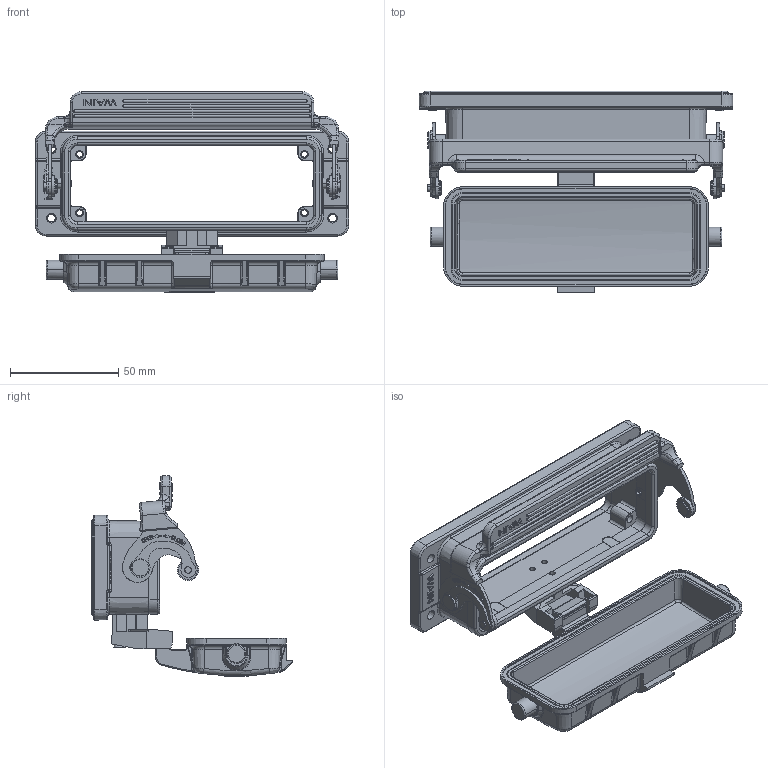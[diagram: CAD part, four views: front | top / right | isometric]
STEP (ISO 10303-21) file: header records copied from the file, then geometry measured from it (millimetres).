
FILE_DESCRIPTION((''),'2;1');
FILE_NAME('BREP_WITH_VOIDS_107085','2019-10-10T',('sy.ji'),(''),'PRO/ENGINEER BY PARAMETRIC TECHNOLOGY CORPORATION, 2014310','PRO/ENGINEER BY PARAMETRIC TECHNOLOGY CORPORATION, 2014310','');
FILE_SCHEMA(('CONFIG_CONTROL_DESIGN'));
Length unit declared in the file: millimetre
Products named in the file (1): BREP_WITH_VOIDS_107085
Bounding box: 144.99 x 93.1 x 92.73 mm (x, y, z)
Volume: 99031.7 mm3; surface area: 72548.6 mm2
Topology: 3 solids, 34 shells, 2640 faces, 7051 edges, 4486 vertices
Faces by surface type: plane 973, cylinder 749, extrusion 272, torus 239, bspline 220, cone 129, sphere 58
Entity records: 100577 total; most frequent: CARTESIAN_POINT 37629, ORIENTED_EDGE 13924, DIRECTION 11732, EDGE_CURVE 6989, VERTEX_POINT 4486, AXIS2_PLACEMENT_3D 4022, VECTOR 3688, LINE 3416
